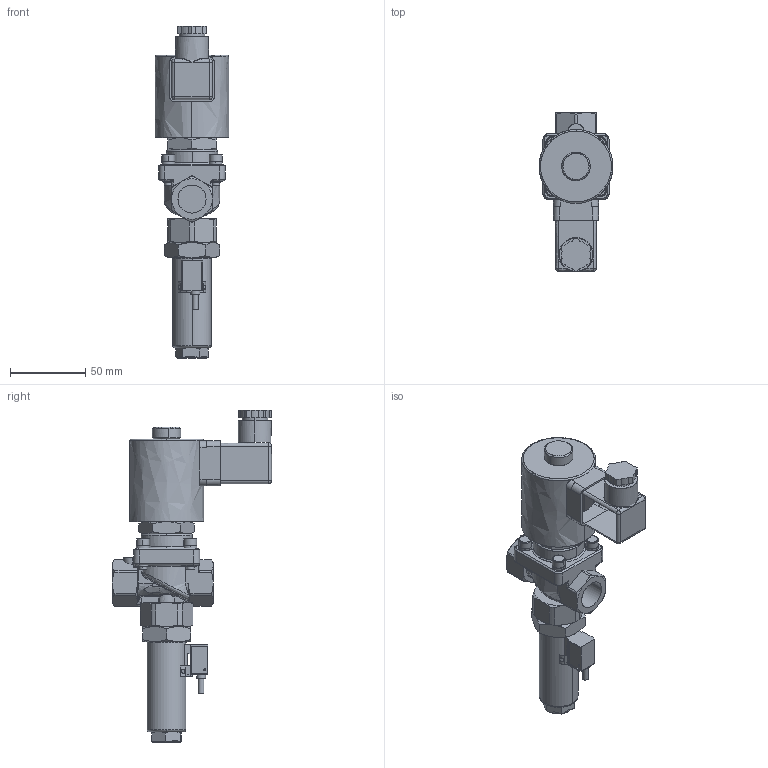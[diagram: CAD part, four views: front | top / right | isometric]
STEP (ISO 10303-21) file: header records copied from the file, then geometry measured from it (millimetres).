
FILE_DESCRIPTION ((), '1');
FILE_NAME ('035.001096_A3523-..04-802-6G.stp', '2024-04-21T09:31:45', ('Unknown'), ('Unknown'), 'HarmonyWare STEP v2.1.4', 'HarmonyWare Translators', '');
FILE_SCHEMA (('CONFIG_CONTROL_DESIGN'));
Length unit declared in the file: millimetre
Products named in the file (436): Volumenkörper2; BAND; 46241_p1
Assembly tree (435 placements, depth 2):
  (unnamed)
    Volumenkörper2
    Volumenkörper2
    Volumenkörper2
    Volumenkörper2
    Volumenkörper2
    Volumenkörper2
    Volumenkörper2
    Volumenkörper2
    Volumenkörper2
    Volumenkörper2
    Volumenkörper2
    Volumenkörper2
    Volumenkörper2
    Volumenkörper2
    Volumenkörper2
    Volumenkörper2
    Volumenkörper2
    Volumenkörper2
    Volumenkörper2
    Volumenkörper2
    Volumenkörper2
    Volumenkörper2
    Volumenkörper2
    Volumenkörper2
    Volumenkörper2
    Volumenkörper2
    Volumenkörper2
    Volumenkörper2
    Volumenkörper2
    Volumenkörper2
    Volumenkörper2
    Volumenkörper2
    Volumenkörper2
    Volumenkörper2
    Volumenkörper2
    Volumenkörper2
    Volumenkörper2
    Volumenkörper2
    Volumenkörper2
    Volumenkörper2
    Volumenkörper2
    Volumenkörper2
    Volumenkörper2
    Volumenkörper2
    Volumenkörper2
    Volumenkörper2
    Volumenkörper2
    Volumenkörper2
    Volumenkörper2
    Volumenkörper2
    Volumenkörper2
    Volumenkörper2
    Volumenkörper2
    Volumenkörper2
    Volumenkörper2
    Volumenkörper2
    Volumenkörper2
    Volumenkörper2
    Volumenkörper2
Bounding box: 49.2 x 105.8 x 220.86 mm (x, y, z)
Volume: 3728.1 mm3; surface area: 46010.9 mm2
Topology: 2 solids, 435 shells, 592 faces, 2560 edges, 2357 vertices
Faces by surface type: bspline 592
Entity records: 98047 total; most frequent: CARTESIAN_POINT 22473, PERSON 4358, ORGANIZATION 4358, PERSON_AND_ORGANIZATION 4358, CALENDAR_DATE 3050, COORDINATED_UNIVERSAL_TIME_OFFSET 3050, LOCAL_TIME 3050, DATE_AND_TIME 3050
